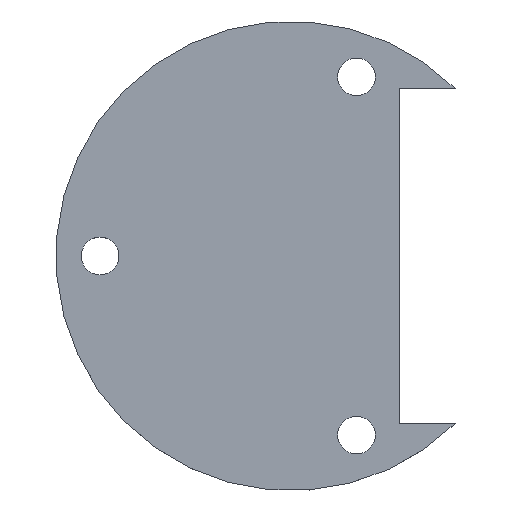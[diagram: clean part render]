
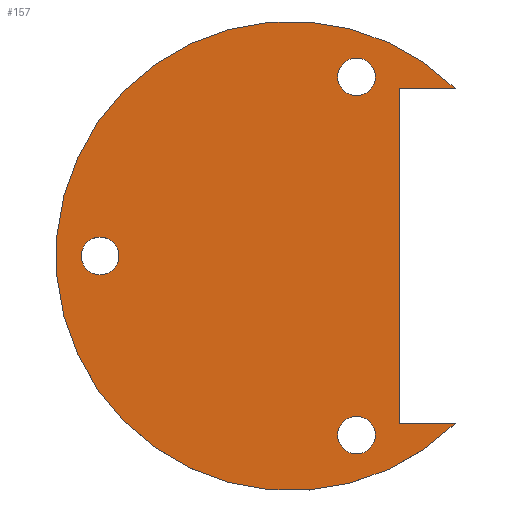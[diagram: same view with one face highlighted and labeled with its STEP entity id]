
A CAD part, top view. The second image highlights one B-rep face of the part: STEP entity #157.
In plain terms, the highlighted planar face has unit normal (0, 0, 1).
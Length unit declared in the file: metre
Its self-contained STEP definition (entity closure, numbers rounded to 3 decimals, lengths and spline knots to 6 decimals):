
#13=CIRCLE('',#179,0.028);
#14=CIRCLE('',#182,0.00225);
#15=CIRCLE('',#183,0.00225);
#16=CIRCLE('',#184,0.00225);
#40=ORIENTED_EDGE('',*,*,#72,.F.);
#41=ORIENTED_EDGE('',*,*,#73,.F.);
#42=ORIENTED_EDGE('',*,*,#74,.F.);
#43=ORIENTED_EDGE('',*,*,#62,.F.);
#44=ORIENTED_EDGE('',*,*,#66,.T.);
#45=ORIENTED_EDGE('',*,*,#69,.T.);
#46=ORIENTED_EDGE('',*,*,#71,.F.);
#62=EDGE_CURVE('',#80,#81,#94,.T.);
#66=EDGE_CURVE('',#80,#83,#98,.T.);
#69=EDGE_CURVE('',#83,#85,#13,.T.);
#71=EDGE_CURVE('',#81,#85,#101,.T.);
#72=EDGE_CURVE('',#86,#86,#14,.T.);
#73=EDGE_CURVE('',#87,#87,#15,.T.);
#74=EDGE_CURVE('',#88,#88,#16,.T.);
#80=VERTEX_POINT('',#244);
#81=VERTEX_POINT('',#246);
#83=VERTEX_POINT('',#252);
#85=VERTEX_POINT('',#258);
#86=VERTEX_POINT('',#265);
#87=VERTEX_POINT('',#267);
#88=VERTEX_POINT('',#269);
#94=LINE('',#245,#104);
#98=LINE('',#253,#108);
#101=LINE('',#262,#111);
#104=VECTOR('',#198,1.);
#108=VECTOR('',#204,1.);
#111=VECTOR('',#215,1.);
#116=EDGE_LOOP('',(#40));
#117=EDGE_LOOP('',(#41));
#118=EDGE_LOOP('',(#42));
#119=EDGE_LOOP('',(#43,#44,#45,#46));
#134=FACE_BOUND('',#116,.T.);
#135=FACE_BOUND('',#117,.T.);
#136=FACE_BOUND('',#118,.T.);
#137=FACE_BOUND('',#119,.T.);
#151=PLANE('',#181);
#157=ADVANCED_FACE('',(#134,#135,#136,#137),#151,.T.);
#179=AXIS2_PLACEMENT_3D('',#259,#210,#211);
#181=AXIS2_PLACEMENT_3D('',#263,#216,#217);
#182=AXIS2_PLACEMENT_3D('',#264,#218,#219);
#183=AXIS2_PLACEMENT_3D('',#266,#220,#221);
#184=AXIS2_PLACEMENT_3D('',#268,#222,#223);
#198=DIRECTION('',(0.,-1.,0.));
#204=DIRECTION('',(1.,0.,0.));
#210=DIRECTION('',(0.,0.,1.));
#211=DIRECTION('',(1.,0.,0.));
#215=DIRECTION('',(1.,0.,0.));
#216=DIRECTION('',(0.,0.,1.));
#217=DIRECTION('',(1.,0.,0.));
#218=DIRECTION('',(0.,0.,1.));
#219=DIRECTION('',(1.,0.,0.));
#220=DIRECTION('',(0.,0.,1.));
#221=DIRECTION('',(1.,0.,0.));
#222=DIRECTION('',(0.,0.,1.));
#223=DIRECTION('',(1.,0.,0.));
#244=CARTESIAN_POINT('',(0.012909,0.02,0.0282));
#245=CARTESIAN_POINT('',(0.012909,0.,0.0282));
#246=CARTESIAN_POINT('',(0.012909,-0.02,0.0282));
#252=CARTESIAN_POINT('',(0.019596,0.02,0.0282));
#253=CARTESIAN_POINT('',(0.016252,0.02,0.0282));
#258=CARTESIAN_POINT('',(0.019596,-0.02,0.0282));
#259=CARTESIAN_POINT('',(0.,0.,0.0282));
#262=CARTESIAN_POINT('',(0.016252,-0.02,0.0282));
#263=CARTESIAN_POINT('',(0.,0.,0.0282));
#264=CARTESIAN_POINT('',(-0.02275,0.,0.0282));
#265=CARTESIAN_POINT('',(-0.0205,0.,0.0282));
#266=CARTESIAN_POINT('',(0.007837,0.021357,0.0282));
#267=CARTESIAN_POINT('',(0.010087,0.021357,0.0282));
#268=CARTESIAN_POINT('',(0.007837,-0.021357,0.0282));
#269=CARTESIAN_POINT('',(0.010087,-0.021357,0.0282));
